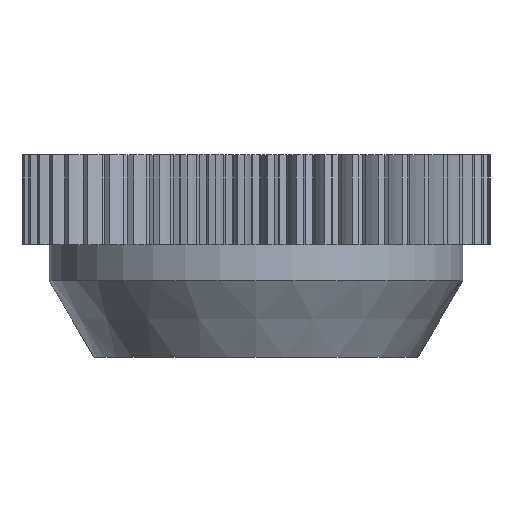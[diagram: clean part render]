
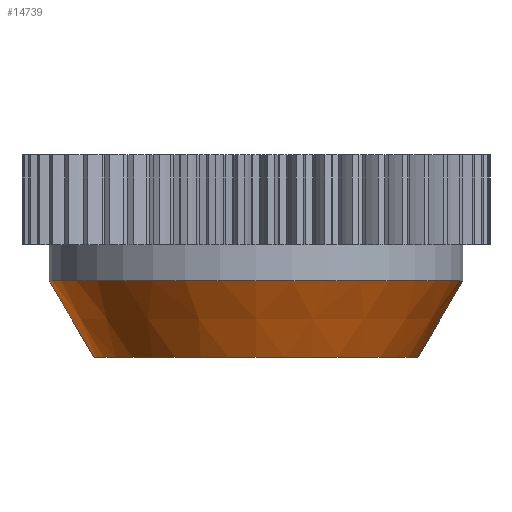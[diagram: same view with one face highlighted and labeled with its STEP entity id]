
A CAD part, front view. The second image highlights one B-rep face of the part: STEP entity #14739.
In plain terms, the highlighted conical face has half-angle 30.466 degrees and reference radius 205 mm.
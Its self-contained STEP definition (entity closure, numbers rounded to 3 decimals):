
#5620=DIRECTION('',(-0.507,0.,-0.862));
#5621=VECTOR('',#5620,98.615);
#5622=CARTESIAN_POINT('',(230.,0.,-40.));
#5623=LINE('',#5622,#5621);
#5629=DIRECTION('',(0.507,0.,-0.862));
#5630=VECTOR('',#5629,98.615);
#5631=CARTESIAN_POINT('',(-230.,0.,-40.));
#5632=LINE('',#5631,#5630);
#5633=CARTESIAN_POINT('',(0.,0.,-40.));
#5634=DIRECTION('',(0.,0.,-1.));
#5635=DIRECTION('',(1.,0.,0.));
#5636=AXIS2_PLACEMENT_3D('',#5633,#5634,#5635);
#5643=CARTESIAN_POINT('',(0.,0.,-125.));
#5644=DIRECTION('',(0.,0.,-1.));
#5645=DIRECTION('',(1.,0.,0.));
#5646=AXIS2_PLACEMENT_3D('',#5643,#5644,#5645);
#5648=CARTESIAN_POINT('',(230.,0.,-40.));
#5649=CARTESIAN_POINT('',(180.,0.,-125.));
#5650=VERTEX_POINT('',#5648);
#5651=VERTEX_POINT('',#5649);
#5652=CARTESIAN_POINT('',(-230.,0.,-40.));
#5653=CARTESIAN_POINT('',(-180.,0.,-125.));
#5654=VERTEX_POINT('',#5652);
#5655=VERTEX_POINT('',#5653);
#14727=CARTESIAN_POINT('',(0.,0.,-82.5));
#14728=DIRECTION('',(0.,0.,1.));
#14729=DIRECTION('',(-1.,0.,0.));
#14730=AXIS2_PLACEMENT_3D('',#14727,#14728,#14729);
#14731=CONICAL_SURFACE('',#14730,205.,30.466);
#14732=ORIENTED_EDGE('',*,*,#14717,.T.);
#14734=ORIENTED_EDGE('',*,*,#14733,.T.);
#14735=ORIENTED_EDGE('',*,*,#14720,.F.);
#14736=ORIENTED_EDGE('',*,*,#6871,.F.);
#14737=EDGE_LOOP('',(#14732,#14734,#14735,#14736));
#14738=FACE_OUTER_BOUND('',#14737,.F.);
#14739=ADVANCED_FACE('',(#14738),#14731,.T.);
#5637=CIRCLE('',#5636,230.);
#5647=CIRCLE('',#5646,180.);
#6871=EDGE_CURVE('',#5650,#5654,#5637,.T.);
#14717=EDGE_CURVE('',#5650,#5651,#5623,.T.);
#14720=EDGE_CURVE('',#5654,#5655,#5632,.T.);
#14733=EDGE_CURVE('',#5651,#5655,#5647,.T.);
